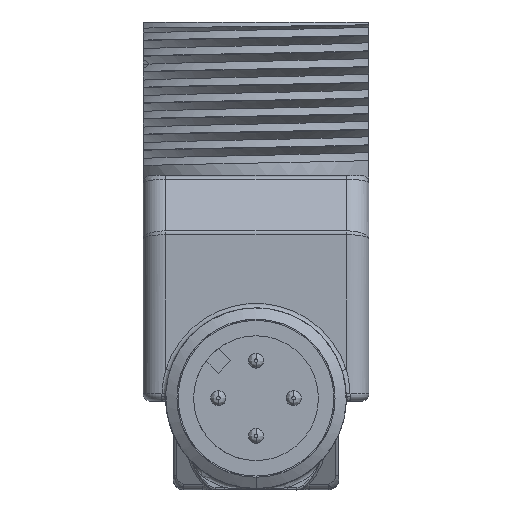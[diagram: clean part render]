
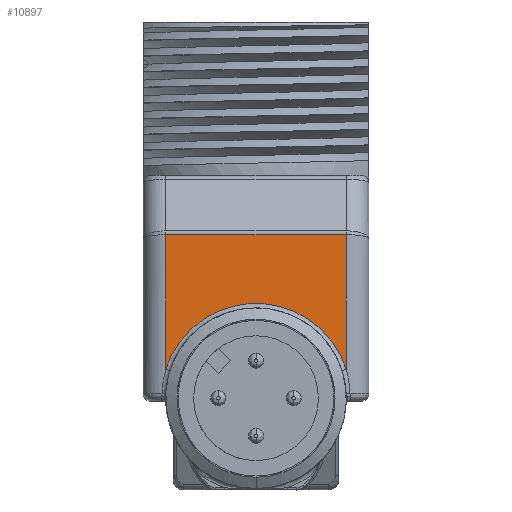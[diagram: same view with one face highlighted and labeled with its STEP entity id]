
A CAD part, front view. The second image highlights one B-rep face of the part: STEP entity #10897.
In plain terms, the highlighted planar face has unit normal (0, -1, 0).
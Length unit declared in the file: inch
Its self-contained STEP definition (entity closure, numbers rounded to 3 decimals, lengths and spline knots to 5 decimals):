
#774=DIRECTION('',(0.,0.,-1.));
#775=VECTOR('',#774,0.35208);
#776=CARTESIAN_POINT('',(-0.23622,-0.67913,
0.14818));
#777=LINE('',#776,#775);
#786=DIRECTION('',(0.,0.,1.));
#787=VECTOR('',#786,0.35208);
#788=CARTESIAN_POINT('',(0.23622,-0.67913,
-0.2039));
#789=LINE('',#788,#787);
#3993=CARTESIAN_POINT('',(-0.23622,-0.67913,
-0.2039));
#4013=CARTESIAN_POINT('',(0.,-0.67913,-0.27953));
#4014=DIRECTION('',(0.,-1.,0.));
#4015=DIRECTION('',(0.952,0.,0.305));
#4016=AXIS2_PLACEMENT_3D('',#4013,#4014,#4015);
#5209=DIRECTION('',(-1.,0.,0.));
#5210=VECTOR('',#5209,0.47244);
#5211=CARTESIAN_POINT('',(0.23622,-0.67913,
0.14818));
#5212=LINE('',#5211,#5210);
#5222=CARTESIAN_POINT('',(-0.23622,-0.67913,
0.14818));
#9474=VERTEX_POINT('',#5222);
#9477=CARTESIAN_POINT('',(0.23622,-0.67913,
0.14818));
#9478=VERTEX_POINT('',#9477);
#10337=VERTEX_POINT('',#3993);
#10341=CARTESIAN_POINT('',(0.23622,-0.67913,
-0.2039));
#10342=VERTEX_POINT('',#10341);
#10883=CARTESIAN_POINT('',(0.29528,-0.67913,0.));
#10884=DIRECTION('',(0.,-1.,0.));
#10885=DIRECTION('',(0.,0.,1.));
#10886=AXIS2_PLACEMENT_3D('',#10883,#10884,#10885);
#10887=PLANE('',#10886);
#10889=ORIENTED_EDGE('',*,*,#10888,.F.);
#10891=ORIENTED_EDGE('',*,*,#10890,.T.);
#10892=ORIENTED_EDGE('',*,*,#10871,.F.);
#10894=ORIENTED_EDGE('',*,*,#10893,.F.);
#10895=EDGE_LOOP('',(#10889,#10891,#10892,#10894));
#10896=FACE_OUTER_BOUND('',#10895,.F.);
#10897=ADVANCED_FACE('',(#10896),#10887,.T.);
#4017=CIRCLE('',#4016,0.24803);
#10871=EDGE_CURVE('',#9474,#10337,#777,.T.);
#10888=EDGE_CURVE('',#10342,#9478,#789,.T.);
#10890=EDGE_CURVE('',#10342,#10337,#4017,.T.);
#10893=EDGE_CURVE('',#9478,#9474,#5212,.T.);
